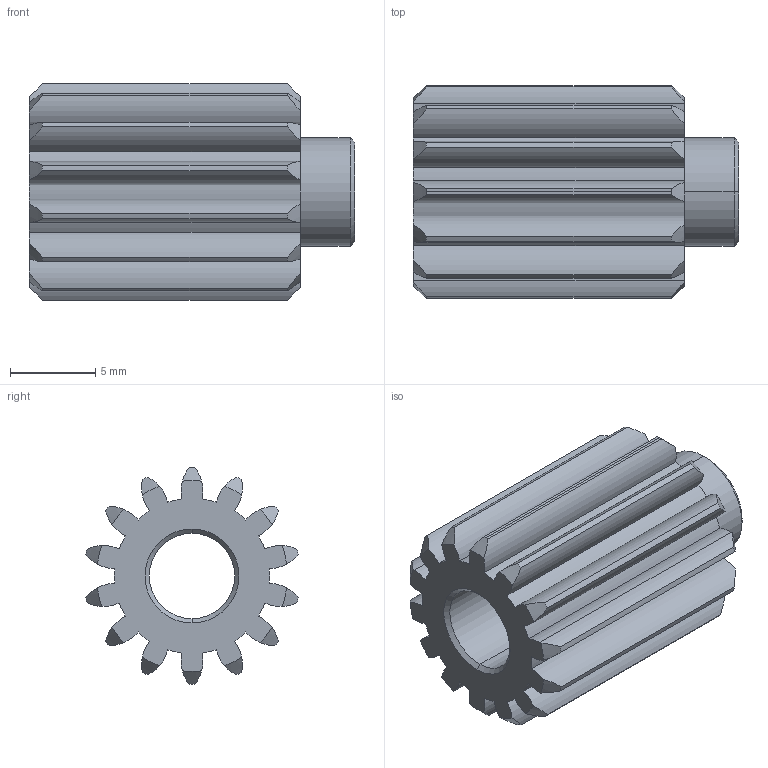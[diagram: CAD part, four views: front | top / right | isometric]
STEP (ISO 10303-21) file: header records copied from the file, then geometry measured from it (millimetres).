
FILE_DESCRIPTION (( 'STEP AP203' ), '1' );
FILE_NAME ('am-4321 14T 32DP 5mm 625FW.STEP', '2022-06-29T19:42:07', ( '' ), ( '' ), 'SwSTEP 2.0', 'SolidWorks 2022', '' );
FILE_SCHEMA (( 'CONFIG_CONTROL_DESIGN' ));
Length unit declared in the file: inch
Products named in the file (1): am-4321 14T 32DP 5mm 625FW
Bounding box: 19.05 x 12.45 x 12.7 mm (x, y, z)
Volume: 1174.4 mm3; surface area: 1607.7 mm2
Topology: 1 solids, 1 shells, 100 faces, 285 edges, 188 vertices
Faces by surface type: cylinder 63, cone 34, plane 3
Entity records: 3480 total; most frequent: CARTESIAN_POINT 742, DIRECTION 591, ORIENTED_EDGE 570, EDGE_CURVE 285, AXIS2_PLACEMENT_3D 261, VERTEX_POINT 188, CIRCLE 160, EDGE_LOOP 103
